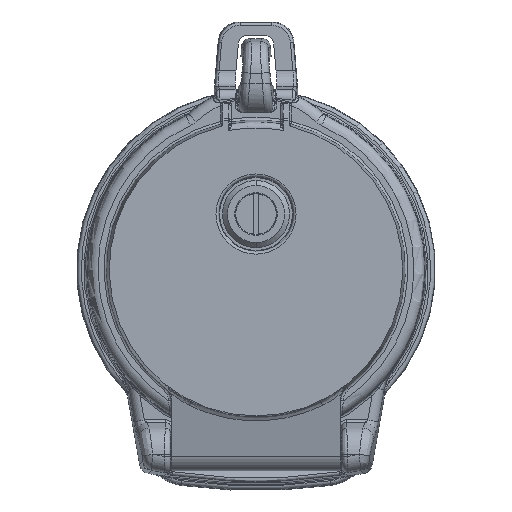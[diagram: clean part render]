
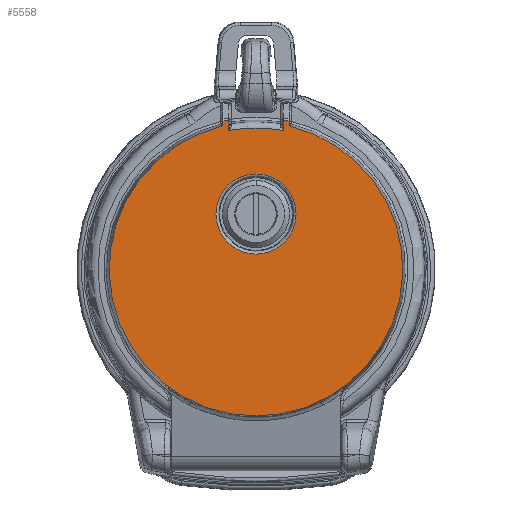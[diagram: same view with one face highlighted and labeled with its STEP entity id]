
A CAD part, top view. The second image highlights one B-rep face of the part: STEP entity #5558.
In plain terms, the highlighted planar face has unit normal (0, 0, 1).
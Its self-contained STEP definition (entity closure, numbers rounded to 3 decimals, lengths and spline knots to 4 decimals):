
#736=FACE_BOUND('',#11348,.T.);
#737=FACE_BOUND('',#11349,.T.);
#2786=CIRCLE('',#46008,1.725);
#2787=CIRCLE('',#46009,1.6609);
#2788=CIRCLE('',#46010,0.471);
#5558=ADVANCED_FACE('',(#736,#737),#6849,.T.);
#6849=PLANE('',#46011);
#11348=EDGE_LOOP('',(#29439,#29440,#29441,#29442,#29443,#29444,#29445,#29446,
#29447,#29448));
#11349=EDGE_LOOP('',(#29449));
#14796=LINE('',#92531,#18471);
#14797=LINE('',#92533,#18472);
#14798=LINE('',#92535,#18473);
#14799=LINE('',#92539,#18474);
#14800=LINE('',#92541,#18475);
#14801=LINE('',#92543,#18476);
#18471=VECTOR('',#55419,1.);
#18472=VECTOR('',#55420,1.);
#18473=VECTOR('',#55421,1.);
#18474=VECTOR('',#55424,1.);
#18475=VECTOR('',#55425,1.);
#18476=VECTOR('',#55426,1.);
#29439=ORIENTED_EDGE('',*,*,#41127,.T.);
#29440=ORIENTED_EDGE('',*,*,#41128,.F.);
#29441=ORIENTED_EDGE('',*,*,#41129,.T.);
#29442=ORIENTED_EDGE('',*,*,#41130,.T.);
#29443=ORIENTED_EDGE('',*,*,#41131,.T.);
#29444=ORIENTED_EDGE('',*,*,#41132,.T.);
#29445=ORIENTED_EDGE('',*,*,#41133,.T.);
#29446=ORIENTED_EDGE('',*,*,#41134,.T.);
#29447=ORIENTED_EDGE('',*,*,#41135,.T.);
#29448=ORIENTED_EDGE('',*,*,#41136,.T.);
#29449=ORIENTED_EDGE('',*,*,#41137,.T.);
#35224=VERTEX_POINT('',#92513);
#35225=VERTEX_POINT('',#92514);
#35226=VERTEX_POINT('',#92516);
#35227=VERTEX_POINT('',#92530);
#35228=VERTEX_POINT('',#92532);
#35229=VERTEX_POINT('',#92534);
#35230=VERTEX_POINT('',#92536);
#35231=VERTEX_POINT('',#92538);
#35232=VERTEX_POINT('',#92540);
#35233=VERTEX_POINT('',#92542);
#35234=VERTEX_POINT('',#92545);
#41127=EDGE_CURVE('',#35224,#35225,#42790,.T.);
#41128=EDGE_CURVE('',#35226,#35225,#2786,.T.);
#41129=EDGE_CURVE('',#35226,#35227,#42791,.T.);
#41130=EDGE_CURVE('',#35227,#35228,#14796,.T.);
#41131=EDGE_CURVE('',#35228,#35229,#14797,.T.);
#41132=EDGE_CURVE('',#35229,#35230,#14798,.T.);
#41133=EDGE_CURVE('',#35230,#35231,#2787,.T.);
#41134=EDGE_CURVE('',#35231,#35232,#14799,.T.);
#41135=EDGE_CURVE('',#35232,#35233,#14800,.T.);
#41136=EDGE_CURVE('',#35233,#35224,#14801,.T.);
#41137=EDGE_CURVE('',#35234,#35234,#2788,.T.);
#42790=B_SPLINE_CURVE_WITH_KNOTS('',3,(#92500,#92501,#92502,#92503,#92504,
#92505,#92506,#92507,#92508,#92509,#92510,#92511,#92512),.UNSPECIFIED.,
 .F.,.F.,(4,3,3,3,4),(0.,0.0051,0.5111,0.7546,
1.),.UNSPECIFIED.);
#42791=B_SPLINE_CURVE_WITH_KNOTS('',3,(#92517,#92518,#92519,#92520,#92521,
#92522,#92523,#92524,#92525,#92526,#92527,#92528,#92529),.UNSPECIFIED.,
 .F.,.F.,(4,3,3,3,4),(0.,0.2454,0.4889,0.9949,
1.),.UNSPECIFIED.);
#46008=AXIS2_PLACEMENT_3D('',#92515,#55417,#55418);
#46009=AXIS2_PLACEMENT_3D('',#92537,#55422,#55423);
#46010=AXIS2_PLACEMENT_3D('',#92544,#55427,#55428);
#46011=AXIS2_PLACEMENT_3D('',#92546,#55429,#55430);
#55417=DIRECTION('',(0.,0.,-1.));
#55418=DIRECTION('',(1.,0.,0.));
#55419=DIRECTION('',(0.,1.,0.));
#55420=DIRECTION('',(-1.,0.,0.));
#55421=DIRECTION('',(0.,-1.,0.));
#55422=DIRECTION('',(0.,0.,1.));
#55423=DIRECTION('',(1.,0.,0.));
#55424=DIRECTION('',(0.,1.,0.));
#55425=DIRECTION('',(-1.,0.,0.));
#55426=DIRECTION('',(0.,-1.,0.));
#55427=DIRECTION('',(0.,0.,-1.));
#55428=DIRECTION('',(1.,0.,0.));
#55429=DIRECTION('',(0.,0.,1.));
#55430=DIRECTION('',(1.,0.,0.));
#92500=CARTESIAN_POINT('',(-0.3887,1.6994,0.582));
#92501=CARTESIAN_POINT('',(-0.3888,1.6994,0.582));
#92502=CARTESIAN_POINT('',(-0.3888,1.6993,0.582));
#92503=CARTESIAN_POINT('',(-0.3888,1.6993,0.582));
#92504=CARTESIAN_POINT('',(-0.3912,1.694,0.582));
#92505=CARTESIAN_POINT('',(-0.3938,1.6886,0.582));
#92506=CARTESIAN_POINT('',(-0.3976,1.6842,0.582));
#92507=CARTESIAN_POINT('',(-0.3994,1.6821,0.582));
#92508=CARTESIAN_POINT('',(-0.4015,1.6802,0.582));
#92509=CARTESIAN_POINT('',(-0.4038,1.6786,0.582));
#92510=CARTESIAN_POINT('',(-0.4062,1.677,0.582));
#92511=CARTESIAN_POINT('',(-0.4088,1.6759,0.582));
#92512=CARTESIAN_POINT('',(-0.4116,1.6752,0.582));
#92513=CARTESIAN_POINT('',(-0.3887,1.6994,0.582));
#92514=CARTESIAN_POINT('',(-0.4116,1.6752,0.582));
#92515=CARTESIAN_POINT('',(0.,0.,0.582));
#92516=CARTESIAN_POINT('',(0.4116,1.6752,0.582));
#92517=CARTESIAN_POINT('',(0.4116,1.6752,0.582));
#92518=CARTESIAN_POINT('',(0.4088,1.6759,0.582));
#92519=CARTESIAN_POINT('',(0.4062,1.677,0.582));
#92520=CARTESIAN_POINT('',(0.4038,1.6786,0.582));
#92521=CARTESIAN_POINT('',(0.4015,1.6802,0.582));
#92522=CARTESIAN_POINT('',(0.3994,1.6821,0.582));
#92523=CARTESIAN_POINT('',(0.3976,1.6842,0.582));
#92524=CARTESIAN_POINT('',(0.3938,1.6886,0.582));
#92525=CARTESIAN_POINT('',(0.3912,1.694,0.582));
#92526=CARTESIAN_POINT('',(0.3888,1.6993,0.582));
#92527=CARTESIAN_POINT('',(0.3888,1.6993,0.582));
#92528=CARTESIAN_POINT('',(0.3888,1.6994,0.582));
#92529=CARTESIAN_POINT('',(0.3887,1.6994,0.582));
#92530=CARTESIAN_POINT('',(0.3887,1.6994,0.582));
#92531=CARTESIAN_POINT('',(0.3887,1.7432,0.582));
#92532=CARTESIAN_POINT('',(0.3887,1.7432,0.582));
#92533=CARTESIAN_POINT('',(0.,1.7432,0.582));
#92534=CARTESIAN_POINT('',(0.3187,1.7432,0.582));
#92535=CARTESIAN_POINT('',(0.3187,0.,0.582));
#92536=CARTESIAN_POINT('',(0.3187,1.63,0.582));
#92537=CARTESIAN_POINT('',(0.,0.,0.582));
#92538=CARTESIAN_POINT('',(-0.3187,1.63,0.582));
#92539=CARTESIAN_POINT('',(-0.3187,0.,0.582));
#92540=CARTESIAN_POINT('',(-0.3187,1.7432,0.582));
#92541=CARTESIAN_POINT('',(0.,1.7432,0.582));
#92542=CARTESIAN_POINT('',(-0.3887,1.7432,0.582));
#92543=CARTESIAN_POINT('',(-0.3887,1.6123,0.582));
#92544=CARTESIAN_POINT('',(0.,0.6475,0.582));
#92545=CARTESIAN_POINT('',(0.471,0.6475,0.582));
#92546=CARTESIAN_POINT('',(0.,0.,0.582));
